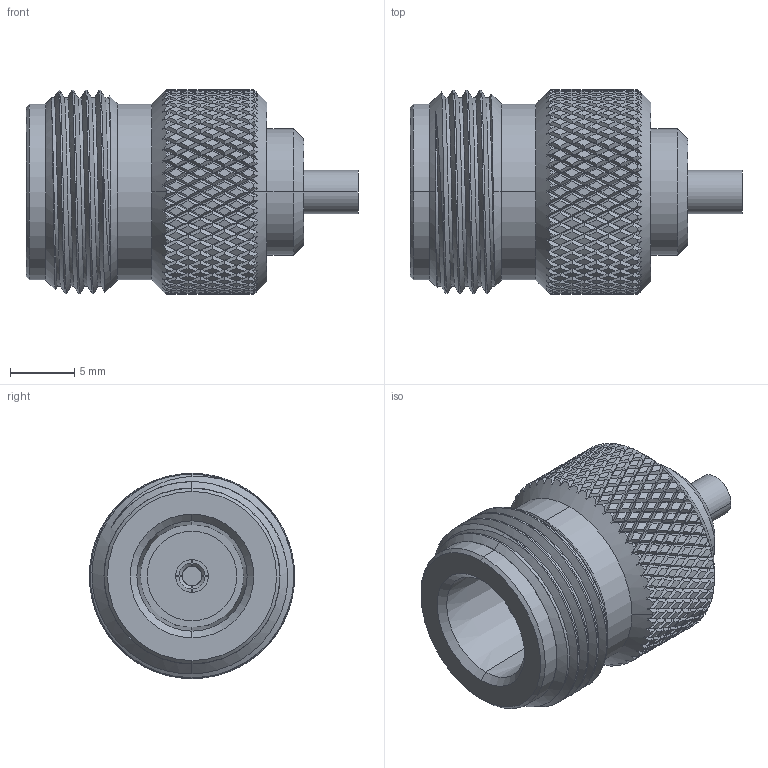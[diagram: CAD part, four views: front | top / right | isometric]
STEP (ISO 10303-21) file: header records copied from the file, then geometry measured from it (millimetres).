
FILE_DESCRIPTION (( 'STEP AP203' ), '1' );
FILE_NAME ('FMCN1905_3D.STEP', '2022-06-07T14:44:14', ( '' ), ( '' ), 'SwSTEP 2.0', 'SolidWorks 2021', '' );
FILE_SCHEMA (( 'CONFIG_CONTROL_DESIGN' ));
Products named in the file (1): FMCN1905_3D
Bounding box: 25.91 x 16 x 16 mm (x, y, z)
Volume: 3047.1 mm3; surface area: 2058.8 mm2
Topology: 1 solids, 1 shells, 2328 faces, 4928 edges, 2613 vertices
Faces by surface type: bspline 1803, cylinder 483, cone 21, plane 21
Entity records: 89422 total; most frequent: CARTESIAN_POINT 59660, ORIENTED_EDGE 9856, EDGE_CURVE 4928, VERTEX_POINT 2613, EDGE_LOOP 2339, ADVANCED_FACE 2328, FACE_OUTER_BOUND 2328, B_SPLINE_CURVE_WITH_KNOTS 2126
